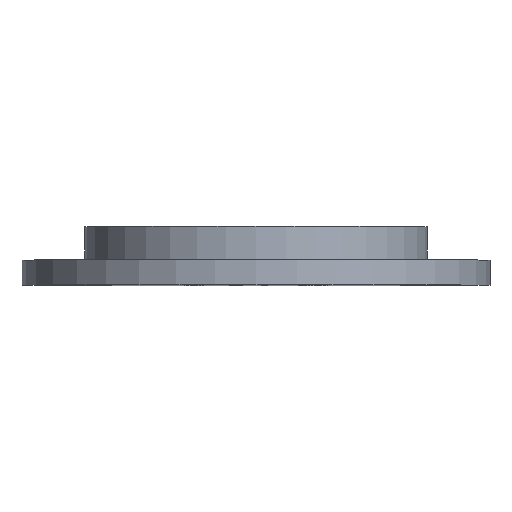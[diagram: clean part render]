
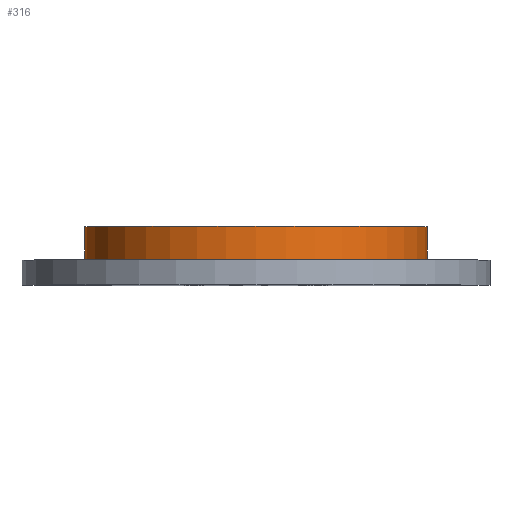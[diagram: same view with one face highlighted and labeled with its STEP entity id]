
A CAD part, top view. The second image highlights one B-rep face of the part: STEP entity #316.
In plain terms, the highlighted cylindrical face has radius 32.544 mm (diameter 65.088 mm), a partial arc.
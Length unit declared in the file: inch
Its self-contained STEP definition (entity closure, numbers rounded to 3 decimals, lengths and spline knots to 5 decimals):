
#75 = CARTESIAN_POINT ( 'NONE',  ( 0., 0.6875, 0. ) ) ;
#90 = EDGE_LOOP ( 'NONE', ( #495, #1955, #772, #1182 ) ) ;
#127 = DIRECTION ( 'NONE',  ( 0., 1., 0. ) ) ;
#159 = CARTESIAN_POINT ( 'NONE',  ( -1.28125, 0.1875, 0. ) ) ;
#244 = VECTOR ( 'NONE', #127, 39.37008 ) ;
#249 = CARTESIAN_POINT ( 'NONE',  ( -1.28125, 0.6875, 0. ) ) ;
#263 = VERTEX_POINT ( 'NONE', #743 ) ;
#316 = ADVANCED_FACE ( 'NONE', ( #684 ), #1593, .T. ) ;
#392 = VECTOR ( 'NONE', #1177, 39.37008 ) ;
#421 = EDGE_CURVE ( 'NONE', #897, #1532, #1501, .T. ) ;
#486 = DIRECTION ( 'NONE',  ( -1., 0., 0. ) ) ;
#495 = ORIENTED_EDGE ( 'NONE', *, *, #1121, .T. ) ;
#536 = CIRCLE ( 'NONE', #1042, 1.28125 ) ;
#684 = FACE_OUTER_BOUND ( 'NONE', #90, .T. ) ;
#708 = CARTESIAN_POINT ( 'NONE',  ( 1.28125, 0.4375, 0. ) ) ;
#728 = DIRECTION ( 'NONE',  ( -1., 0., 0. ) ) ;
#743 = CARTESIAN_POINT ( 'NONE',  ( 1.28125, 0.1875, 0. ) ) ;
#755 = CARTESIAN_POINT ( 'NONE',  ( 0., 0.4375, 0. ) ) ;
#772 = ORIENTED_EDGE ( 'NONE', *, *, #1125, .F. ) ;
#874 = DIRECTION ( 'NONE',  ( 0., 1., 0. ) ) ;
#884 = CARTESIAN_POINT ( 'NONE',  ( -1.28125, 0.4375, 0. ) ) ;
#888 = CARTESIAN_POINT ( 'NONE',  ( 1.28125, 0.6875, 0. ) ) ;
#897 = VERTEX_POINT ( 'NONE', #159 ) ;
#914 = DIRECTION ( 'NONE',  ( 0., 1., 0. ) ) ;
#1042 = AXIS2_PLACEMENT_3D ( 'NONE', #755, #914, #486 ) ;
#1121 = EDGE_CURVE ( 'NONE', #897, #263, #1403, .T. ) ;
#1125 = EDGE_CURVE ( 'NONE', #1532, #1435, #536, .T. ) ;
#1177 = DIRECTION ( 'NONE',  ( 0., 1., 0. ) ) ;
#1182 = ORIENTED_EDGE ( 'NONE', *, *, #421, .F. ) ;
#1326 = CARTESIAN_POINT ( 'NONE',  ( 0., 0.1875, 0. ) ) ;
#1363 = LINE ( 'NONE', #888, #244 ) ;
#1403 = CIRCLE ( 'NONE', #1660, 1.28125 ) ;
#1435 = VERTEX_POINT ( 'NONE', #708 ) ;
#1501 = LINE ( 'NONE', #249, #392 ) ;
#1532 = VERTEX_POINT ( 'NONE', #884 ) ;
#1593 = CYLINDRICAL_SURFACE ( 'NONE', #1607, 1.28125 ) ;
#1602 = DIRECTION ( 'NONE',  ( -1., 0., 0. ) ) ;
#1607 = AXIS2_PLACEMENT_3D ( 'NONE', #75, #1734, #1602 ) ;
#1660 = AXIS2_PLACEMENT_3D ( 'NONE', #1326, #874, #728 ) ;
#1734 = DIRECTION ( 'NONE',  ( 0., 1., 0. ) ) ;
#1937 = EDGE_CURVE ( 'NONE', #263, #1435, #1363, .T. ) ;
#1955 = ORIENTED_EDGE ( 'NONE', *, *, #1937, .T. ) ;
